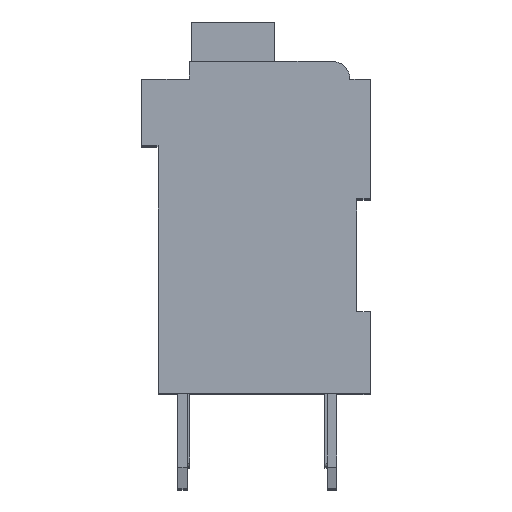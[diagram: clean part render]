
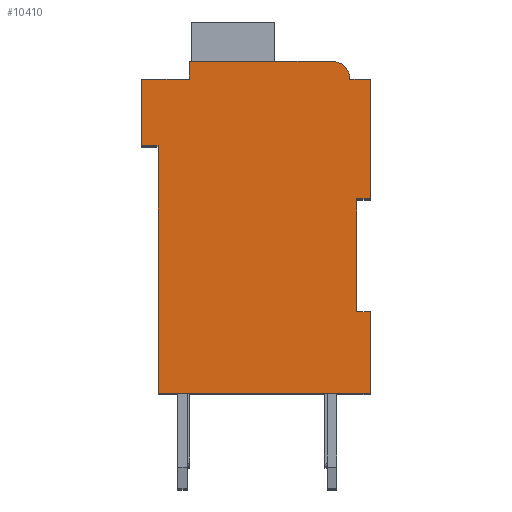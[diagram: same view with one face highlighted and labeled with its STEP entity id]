
A CAD part, top view. The second image highlights one B-rep face of the part: STEP entity #10410.
In plain terms, the highlighted planar face has unit normal (0, 0, 1).
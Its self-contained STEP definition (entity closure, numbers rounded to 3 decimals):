
#1773=DIRECTION('',(1.,0.,0.));
#1774=VECTOR('',#1773,0.5);
#1775=CARTESIAN_POINT('',(7.3,7.15,2.1));
#1776=LINE('',#1775,#1774);
#1777=DIRECTION('',(0.,1.,0.));
#1778=VECTOR('',#1777,4.15);
#1779=CARTESIAN_POINT('',(7.3,3.,2.1));
#1780=LINE('',#1779,#1778);
#1781=DIRECTION('',(-1.,0.,0.));
#1782=VECTOR('',#1781,0.5);
#1783=CARTESIAN_POINT('',(7.8,3.,2.1));
#1784=LINE('',#1783,#1782);
#1785=DIRECTION('',(0.,1.,0.));
#1786=VECTOR('',#1785,3.);
#1787=CARTESIAN_POINT('',(7.8,0.,2.1));
#1788=LINE('',#1787,#1786);
#1789=DIRECTION('',(1.,0.,0.));
#1790=VECTOR('',#1789,7.8);
#1791=CARTESIAN_POINT('',(0.,0.,2.1));
#1792=LINE('',#1791,#1790);
#1793=DIRECTION('',(0.,-1.,0.));
#1794=VECTOR('',#1793,9.1);
#1795=CARTESIAN_POINT('',(0.,9.1,2.1));
#1796=LINE('',#1795,#1794);
#1797=DIRECTION('',(1.,0.,0.));
#1798=VECTOR('',#1797,0.6);
#1799=CARTESIAN_POINT('',(-0.6,9.1,2.1));
#1800=LINE('',#1799,#1798);
#1801=DIRECTION('',(0.,-1.,0.));
#1802=VECTOR('',#1801,2.45);
#1803=CARTESIAN_POINT('',(-0.6,11.55,2.1));
#1804=LINE('',#1803,#1802);
#1805=DIRECTION('',(-1.,0.,0.));
#1806=VECTOR('',#1805,1.75);
#1807=CARTESIAN_POINT('',(1.15,11.55,2.1));
#1808=LINE('',#1807,#1806);
#1809=DIRECTION('',(0.,-1.,0.));
#1810=VECTOR('',#1809,0.65);
#1811=CARTESIAN_POINT('',(1.15,12.2,2.1));
#1812=LINE('',#1811,#1810);
#1813=DIRECTION('',(-1.,0.,0.));
#1814=VECTOR('',#1813,5.25);
#1815=CARTESIAN_POINT('',(6.4,12.2,2.1));
#1816=LINE('',#1815,#1814);
#1817=CARTESIAN_POINT('',(6.4,11.55,2.1));
#1818=DIRECTION('',(0.,0.,1.));
#1819=DIRECTION('',(1.,0.,0.));
#1820=AXIS2_PLACEMENT_3D('',#1817,#1818,#1819);
#1822=DIRECTION('',(-1.,0.,0.));
#1823=VECTOR('',#1822,0.75);
#1824=CARTESIAN_POINT('',(7.8,11.55,2.1));
#1825=LINE('',#1824,#1823);
#1826=DIRECTION('',(0.,1.,0.));
#1827=VECTOR('',#1826,4.4);
#1828=CARTESIAN_POINT('',(7.8,7.15,2.1));
#1829=LINE('',#1828,#1827);
#6658=CARTESIAN_POINT('',(7.3,7.15,2.1));
#6659=CARTESIAN_POINT('',(7.8,7.15,2.1));
#6660=VERTEX_POINT('',#6658);
#6661=VERTEX_POINT('',#6659);
#6662=CARTESIAN_POINT('',(7.8,11.55,2.1));
#6663=VERTEX_POINT('',#6662);
#6664=CARTESIAN_POINT('',(7.05,11.55,2.1));
#6665=VERTEX_POINT('',#6664);
#6666=CARTESIAN_POINT('',(6.4,12.2,2.1));
#6667=VERTEX_POINT('',#6666);
#6668=CARTESIAN_POINT('',(1.15,12.2,2.1));
#6669=VERTEX_POINT('',#6668);
#6670=CARTESIAN_POINT('',(1.15,11.55,2.1));
#6671=VERTEX_POINT('',#6670);
#6672=CARTESIAN_POINT('',(-0.6,11.55,2.1));
#6673=VERTEX_POINT('',#6672);
#6674=CARTESIAN_POINT('',(-0.6,9.1,2.1));
#6675=VERTEX_POINT('',#6674);
#6676=CARTESIAN_POINT('',(0.,9.1,2.1));
#6677=VERTEX_POINT('',#6676);
#6678=CARTESIAN_POINT('',(0.,0.,2.1));
#6679=VERTEX_POINT('',#6678);
#6680=CARTESIAN_POINT('',(7.8,0.,2.1));
#6681=VERTEX_POINT('',#6680);
#6682=CARTESIAN_POINT('',(7.8,3.,2.1));
#6683=VERTEX_POINT('',#6682);
#6684=CARTESIAN_POINT('',(7.3,3.,2.1));
#6685=VERTEX_POINT('',#6684);
#10386=CARTESIAN_POINT('',(0.,0.,2.1));
#10387=DIRECTION('',(0.,0.,1.));
#10388=DIRECTION('',(1.,0.,0.));
#10389=AXIS2_PLACEMENT_3D('',#10386,#10387,#10388);
#10390=PLANE('',#10389);
#10391=ORIENTED_EDGE('',*,*,#8747,.F.);
#10392=ORIENTED_EDGE('',*,*,#9111,.F.);
#10394=ORIENTED_EDGE('',*,*,#10393,.F.);
#10396=ORIENTED_EDGE('',*,*,#10395,.F.);
#10398=ORIENTED_EDGE('',*,*,#10397,.F.);
#10399=ORIENTED_EDGE('',*,*,#9243,.F.);
#10400=ORIENTED_EDGE('',*,*,#9323,.F.);
#10401=ORIENTED_EDGE('',*,*,#9462,.F.);
#10402=ORIENTED_EDGE('',*,*,#9606,.F.);
#10403=ORIENTED_EDGE('',*,*,#9675,.F.);
#10404=ORIENTED_EDGE('',*,*,#9918,.F.);
#10405=ORIENTED_EDGE('',*,*,#10258,.F.);
#10406=ORIENTED_EDGE('',*,*,#10178,.F.);
#10407=ORIENTED_EDGE('',*,*,#8947,.F.);
#10408=EDGE_LOOP('',(#10391,#10392,#10394,#10396,#10398,#10399,#10400,#10401,
#10402,#10403,#10404,#10405,#10406,#10407));
#10409=FACE_OUTER_BOUND('',#10408,.F.);
#1821=CIRCLE('',#1820,0.65);
#8747=EDGE_CURVE('',#6660,#6661,#1776,.T.);
#8947=EDGE_CURVE('',#6661,#6663,#1829,.T.);
#9111=EDGE_CURVE('',#6685,#6660,#1780,.T.);
#9243=EDGE_CURVE('',#6677,#6679,#1796,.T.);
#9323=EDGE_CURVE('',#6675,#6677,#1800,.T.);
#9462=EDGE_CURVE('',#6673,#6675,#1804,.T.);
#9606=EDGE_CURVE('',#6671,#6673,#1808,.T.);
#9675=EDGE_CURVE('',#6669,#6671,#1812,.T.);
#9918=EDGE_CURVE('',#6667,#6669,#1816,.T.);
#10178=EDGE_CURVE('',#6663,#6665,#1825,.T.);
#10258=EDGE_CURVE('',#6665,#6667,#1821,.T.);
#10393=EDGE_CURVE('',#6683,#6685,#1784,.T.);
#10395=EDGE_CURVE('',#6681,#6683,#1788,.T.);
#10397=EDGE_CURVE('',#6679,#6681,#1792,.T.);
#10410=ADVANCED_FACE('',(#10409),#10390,.T.);
